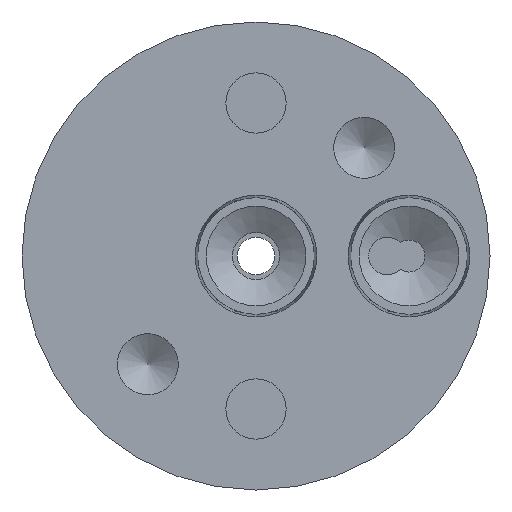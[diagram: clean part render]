
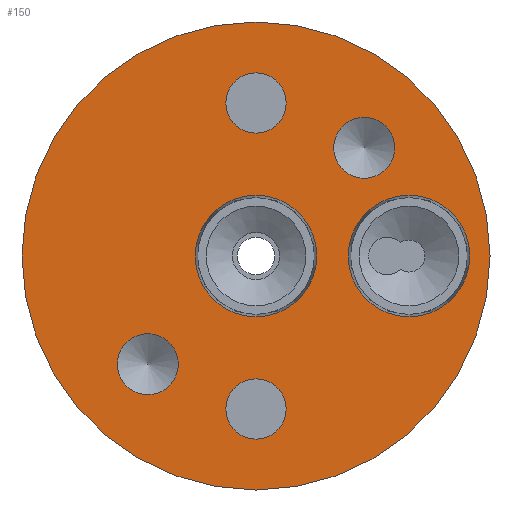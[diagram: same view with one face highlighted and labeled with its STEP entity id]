
A CAD part, front view. The second image highlights one B-rep face of the part: STEP entity #150.
In plain terms, the highlighted planar face has unit normal (0, -1, 0).
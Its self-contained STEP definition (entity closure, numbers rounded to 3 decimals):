
#11 = CARTESIAN_POINT ( 'NONE',  ( 0., -15.875, -15.507 ) ) ;
#19 = DIRECTION ( 'NONE',  ( 0., 1., 0. ) ) ;
#29 = AXIS2_PLACEMENT_3D ( 'NONE', #998, #1577, #1206 ) ;
#64 = DIRECTION ( 'NONE',  ( 0., 0., -1. ) ) ;
#89 = DIRECTION ( 'NONE',  ( 0., -1., 0. ) ) ;
#105 = ORIENTED_EDGE ( 'NONE', *, *, #605, .F. ) ;
#150 = ADVANCED_FACE ( 'NONE', ( #2223, #771, #1282, #2003, #928, #1108, #2385 ), #386, .T. ) ;
#189 = DIRECTION ( 'NONE',  ( 0., 0., -1. ) ) ;
#215 = ORIENTED_EDGE ( 'NONE', *, *, #819, .F. ) ;
#301 = EDGE_LOOP ( 'NONE', ( #448 ) ) ;
#375 = CIRCLE ( 'NONE', #567, 2.58 ) ;
#386 = PLANE ( 'NONE',  #1960 ) ;
#417 = EDGE_LOOP ( 'NONE', ( #1750 ) ) ;
#448 = ORIENTED_EDGE ( 'NONE', *, *, #1865, .F. ) ;
#551 = CARTESIAN_POINT ( 'NONE',  ( 0., -15.875, 0. ) ) ;
#567 = AXIS2_PLACEMENT_3D ( 'NONE', #1335, #89, #64 ) ;
#585 = DIRECTION ( 'NONE',  ( 0., -1., 0. ) ) ;
#605 = EDGE_CURVE ( 'NONE', #1659, #1659, #1501, .T. ) ;
#611 = VERTEX_POINT ( 'NONE', #2227 ) ;
#713 = EDGE_CURVE ( 'NONE', #1986, #1986, #1000, .T. ) ;
#744 = DIRECTION ( 'NONE',  ( 0., 0., 1. ) ) ;
#749 = CARTESIAN_POINT ( 'NONE',  ( -9.16, -15.875, -11.74 ) ) ;
#762 = AXIS2_PLACEMENT_3D ( 'NONE', #1822, #911, #1647 ) ;
#771 = FACE_BOUND ( 'NONE', #2025, .T. ) ;
#819 = EDGE_CURVE ( 'NONE', #1679, #1679, #375, .T. ) ;
#910 = CARTESIAN_POINT ( 'NONE',  ( 9.16, -15.875, 6.58 ) ) ;
#911 = DIRECTION ( 'NONE',  ( 0., -1., 0. ) ) ;
#919 = AXIS2_PLACEMENT_3D ( 'NONE', #1146, #2226, #189 ) ;
#928 = FACE_BOUND ( 'NONE', #417, .T. ) ;
#940 = EDGE_LOOP ( 'NONE', ( #2279 ) ) ;
#960 = VERTEX_POINT ( 'NONE', #1543 ) ;
#991 = CIRCLE ( 'NONE', #29, 2.58 ) ;
#998 = CARTESIAN_POINT ( 'NONE',  ( -9.16, -15.875, -9.16 ) ) ;
#1000 = CIRCLE ( 'NONE', #2189, 2.553 ) ;
#1052 = DIRECTION ( 'NONE',  ( 0., 0., -1. ) ) ;
#1096 = CARTESIAN_POINT ( 'NONE',  ( -19.812, -15.875, 0. ) ) ;
#1108 = FACE_BOUND ( 'NONE', #301, .T. ) ;
#1146 = CARTESIAN_POINT ( 'NONE',  ( 0., -15.875, 0. ) ) ;
#1206 = DIRECTION ( 'NONE',  ( 0., 0., -1. ) ) ;
#1261 = EDGE_LOOP ( 'NONE', ( #1487 ) ) ;
#1282 = FACE_BOUND ( 'NONE', #1261, .T. ) ;
#1296 = CIRCLE ( 'NONE', #919, 5.144 ) ;
#1316 = AXIS2_PLACEMENT_3D ( 'NONE', #551, #19, #744 ) ;
#1335 = CARTESIAN_POINT ( 'NONE',  ( 9.16, -15.875, 9.16 ) ) ;
#1355 = EDGE_CURVE ( 'NONE', #611, #611, #2245, .T. ) ;
#1420 = CARTESIAN_POINT ( 'NONE',  ( 0., -15.875, -12.954 ) ) ;
#1433 = DIRECTION ( 'NONE',  ( 0., 0., -1. ) ) ;
#1487 = ORIENTED_EDGE ( 'NONE', *, *, #2267, .F. ) ;
#1494 = AXIS2_PLACEMENT_3D ( 'NONE', #2346, #1583, #1052 ) ;
#1501 = CIRCLE ( 'NONE', #762, 2.553 ) ;
#1503 = ORIENTED_EDGE ( 'NONE', *, *, #1984, .F. ) ;
#1543 = CARTESIAN_POINT ( 'NONE',  ( 0., -15.875, -5.144 ) ) ;
#1567 = EDGE_LOOP ( 'NONE', ( #105 ) ) ;
#1577 = DIRECTION ( 'NONE',  ( 0., -1., 0. ) ) ;
#1583 = DIRECTION ( 'NONE',  ( 0., -1., 0. ) ) ;
#1647 = DIRECTION ( 'NONE',  ( 0., 0., -1. ) ) ;
#1659 = VERTEX_POINT ( 'NONE', #1853 ) ;
#1666 = DIRECTION ( 'NONE',  ( 0., 0., -1. ) ) ;
#1679 = VERTEX_POINT ( 'NONE', #910 ) ;
#1704 = VERTEX_POINT ( 'NONE', #749 ) ;
#1750 = ORIENTED_EDGE ( 'NONE', *, *, #713, .F. ) ;
#1822 = CARTESIAN_POINT ( 'NONE',  ( 0., -15.875, 12.954 ) ) ;
#1853 = CARTESIAN_POINT ( 'NONE',  ( 0., -15.875, 10.401 ) ) ;
#1865 = EDGE_CURVE ( 'NONE', #960, #960, #1296, .T. ) ;
#1894 = VERTEX_POINT ( 'NONE', #2242 ) ;
#1909 = EDGE_LOOP ( 'NONE', ( #215 ) ) ;
#1960 = AXIS2_PLACEMENT_3D ( 'NONE', #1096, #585, #1666 ) ;
#1971 = DIRECTION ( 'NONE',  ( 0., -1., 0. ) ) ;
#1984 = EDGE_CURVE ( 'NONE', #1704, #1704, #991, .T. ) ;
#1986 = VERTEX_POINT ( 'NONE', #11 ) ;
#2003 = FACE_BOUND ( 'NONE', #1567, .T. ) ;
#2025 = EDGE_LOOP ( 'NONE', ( #1503 ) ) ;
#2181 = CIRCLE ( 'NONE', #1494, 5.144 ) ;
#2189 = AXIS2_PLACEMENT_3D ( 'NONE', #1420, #1971, #1433 ) ;
#2223 = FACE_BOUND ( 'NONE', #1909, .T. ) ;
#2226 = DIRECTION ( 'NONE',  ( 0., -1., 0. ) ) ;
#2227 = CARTESIAN_POINT ( 'NONE',  ( 0., -15.875, 19.812 ) ) ;
#2242 = CARTESIAN_POINT ( 'NONE',  ( 12.954, -15.875, -5.144 ) ) ;
#2245 = CIRCLE ( 'NONE', #1316, 19.812 ) ;
#2267 = EDGE_CURVE ( 'NONE', #1894, #1894, #2181, .T. ) ;
#2279 = ORIENTED_EDGE ( 'NONE', *, *, #1355, .F. ) ;
#2346 = CARTESIAN_POINT ( 'NONE',  ( 12.954, -15.875, 0. ) ) ;
#2385 = FACE_OUTER_BOUND ( 'NONE', #940, .T. ) ;
